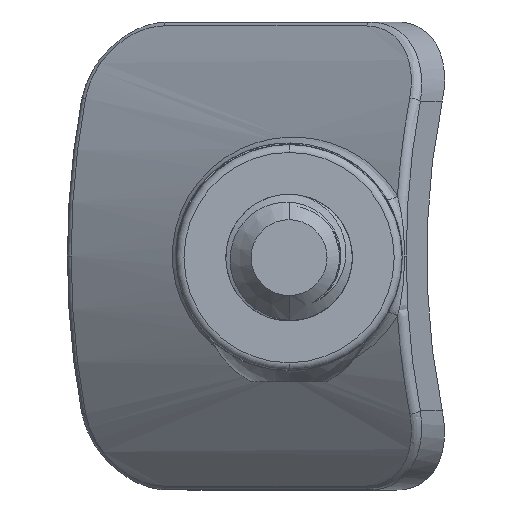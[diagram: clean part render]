
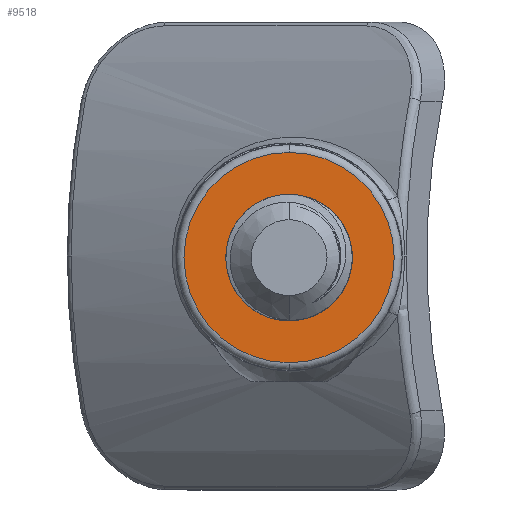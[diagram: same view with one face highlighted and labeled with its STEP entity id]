
A CAD part, left-side view. The second image highlights one B-rep face of the part: STEP entity #9518.
In plain terms, the highlighted planar face has unit normal (-1, 0, 0).
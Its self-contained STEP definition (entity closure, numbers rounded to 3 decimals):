
#348 = DIRECTION ( 'NONE',  ( 1., 0., 0. ) ) ;
#489 = DIRECTION ( 'NONE',  ( 0., 0., -1. ) ) ;
#515 = DIRECTION ( 'NONE',  ( 0., 0., -1. ) ) ;
#532 = AXIS2_PLACEMENT_3D ( 'NONE', #7695, #2546, #7731 ) ;
#1102 = VERTEX_POINT ( 'NONE', #4668 ) ;
#1168 = CARTESIAN_POINT ( 'NONE',  ( 25.5, 3.15, 0. ) ) ;
#1261 = CARTESIAN_POINT ( 'NONE',  ( 25.5, 0., 0. ) ) ;
#1298 = DIRECTION ( 'NONE',  ( -1., 0., 0. ) ) ;
#1839 = EDGE_CURVE ( 'NONE', #5949, #1102, #4555, .T. ) ;
#1890 = CARTESIAN_POINT ( 'NONE',  ( 25.5, 0., 0. ) ) ;
#1896 = PLANE ( 'NONE',  #9019 ) ;
#2314 = AXIS2_PLACEMENT_3D ( 'NONE', #1261, #1298, #489 ) ;
#2435 = CIRCLE ( 'NONE', #2314, 6.65 ) ;
#2461 = AXIS2_PLACEMENT_3D ( 'NONE', #1890, #7792, #515 ) ;
#2546 = DIRECTION ( 'NONE',  ( -1., 0., 0. ) ) ;
#3164 = EDGE_CURVE ( 'NONE', #1102, #5949, #4178, .T. ) ;
#3277 = EDGE_CURVE ( 'NONE', #8123, #5913, #2435, .T. ) ;
#3756 = CARTESIAN_POINT ( 'NONE',  ( 25.5, 0., 0. ) ) ;
#4086 = DIRECTION ( 'NONE',  ( 0., 0., -1. ) ) ;
#4178 = CIRCLE ( 'NONE', #532, 3.15 ) ;
#4498 = EDGE_LOOP ( 'NONE', ( #7875, #7957 ) ) ;
#4555 = CIRCLE ( 'NONE', #5185, 3.15 ) ;
#4557 = DIRECTION ( 'NONE',  ( 0., -1., 0. ) ) ;
#4668 = CARTESIAN_POINT ( 'NONE',  ( 25.5, -3.15, 0. ) ) ;
#5185 = AXIS2_PLACEMENT_3D ( 'NONE', #3756, #6024, #4557 ) ;
#5467 = CARTESIAN_POINT ( 'NONE',  ( 25.5, 4., 0. ) ) ;
#5512 = ORIENTED_EDGE ( 'NONE', *, *, #3277, .T. ) ;
#5731 = FACE_BOUND ( 'NONE', #4498, .T. ) ;
#5857 = EDGE_LOOP ( 'NONE', ( #9555, #5512 ) ) ;
#5913 = VERTEX_POINT ( 'NONE', #9158 ) ;
#5949 = VERTEX_POINT ( 'NONE', #1168 ) ;
#6024 = DIRECTION ( 'NONE',  ( -1., 0., 0. ) ) ;
#6657 = FACE_OUTER_BOUND ( 'NONE', #5857, .T. ) ;
#7410 = EDGE_CURVE ( 'NONE', #5913, #8123, #8527, .T. ) ;
#7695 = CARTESIAN_POINT ( 'NONE',  ( 25.5, 0., 0. ) ) ;
#7731 = DIRECTION ( 'NONE',  ( 0., -1., 0. ) ) ;
#7792 = DIRECTION ( 'NONE',  ( -1., 0., 0. ) ) ;
#7875 = ORIENTED_EDGE ( 'NONE', *, *, #3164, .F. ) ;
#7957 = ORIENTED_EDGE ( 'NONE', *, *, #1839, .F. ) ;
#8123 = VERTEX_POINT ( 'NONE', #8249 ) ;
#8249 = CARTESIAN_POINT ( 'NONE',  ( 25.5, 0., 6.65 ) ) ;
#8527 = CIRCLE ( 'NONE', #2461, 6.65 ) ;
#9019 = AXIS2_PLACEMENT_3D ( 'NONE', #5467, #348, #4086 ) ;
#9158 = CARTESIAN_POINT ( 'NONE',  ( 25.5, 0., -6.65 ) ) ;
#9518 = ADVANCED_FACE ( 'NONE', ( #5731, #6657 ), #1896, .F. ) ;
#9555 = ORIENTED_EDGE ( 'NONE', *, *, #7410, .T. ) ;
